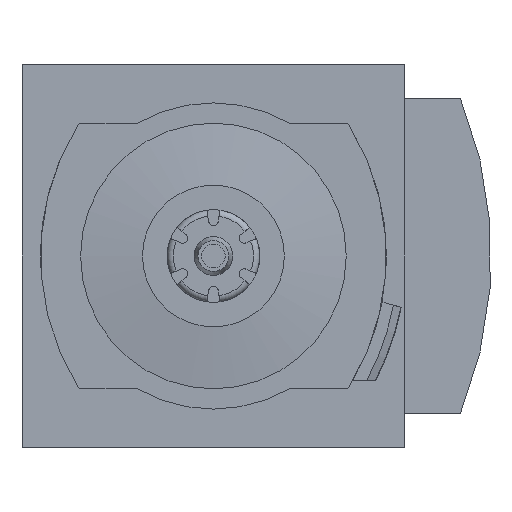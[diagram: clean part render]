
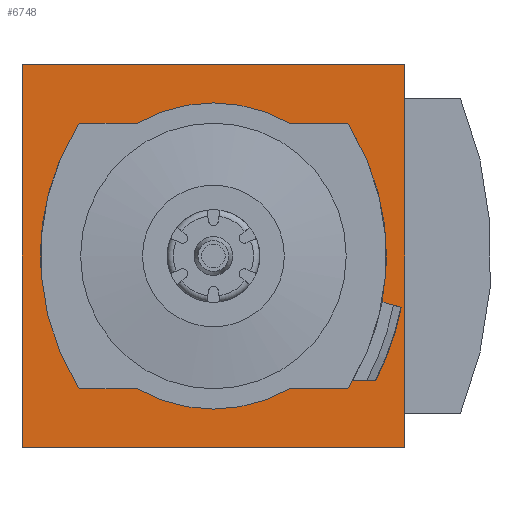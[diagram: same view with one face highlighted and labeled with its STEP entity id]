
A CAD part, front view. The second image highlights one B-rep face of the part: STEP entity #6748.
In plain terms, the highlighted planar face has unit normal (0, -1, 0).
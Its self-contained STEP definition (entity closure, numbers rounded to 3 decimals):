
#118=PLANE('',#7075);
#473=LINE('',#9439,#1009);
#474=LINE('',#9442,#1010);
#475=LINE('',#9444,#1011);
#476=LINE('',#9446,#1012);
#477=LINE('',#9447,#1013);
#478=LINE('',#9451,#1014);
#479=LINE('',#9454,#1015);
#480=LINE('',#9458,#1016);
#481=LINE('',#9463,#1017);
#482=LINE('',#9467,#1018);
#1009=VECTOR('',#7838,1000.);
#1010=VECTOR('',#7839,1000.);
#1011=VECTOR('',#7840,1000.);
#1012=VECTOR('',#7841,1000.);
#1013=VECTOR('',#7842,1000.);
#1014=VECTOR('',#7845,1000.);
#1015=VECTOR('',#7848,1000.);
#1016=VECTOR('',#7851,1000.);
#1017=VECTOR('',#7856,1000.);
#1018=VECTOR('',#7859,1000.);
#1370=CIRCLE('',#7067,40.);
#1372=CIRCLE('',#7069,40.);
#1376=CIRCLE('',#7074,40.);
#1377=CIRCLE('',#7076,41.2);
#1378=CIRCLE('',#7077,0.5);
#1379=CIRCLE('',#7078,24.8);
#1380=CIRCLE('',#7079,0.5);
#1381=CIRCLE('',#7080,0.5);
#1382=CIRCLE('',#7081,24.8);
#1383=CIRCLE('',#7082,0.5);
#1865=ORIENTED_EDGE('',*,*,#3257,.F.);
#1866=ORIENTED_EDGE('',*,*,#3258,.F.);
#1867=ORIENTED_EDGE('',*,*,#3259,.T.);
#1868=ORIENTED_EDGE('',*,*,#3260,.T.);
#1869=ORIENTED_EDGE('',*,*,#3246,.T.);
#1870=ORIENTED_EDGE('',*,*,#3261,.F.);
#1871=ORIENTED_EDGE('',*,*,#3262,.F.);
#1872=ORIENTED_EDGE('',*,*,#3263,.F.);
#1873=ORIENTED_EDGE('',*,*,#3242,.T.);
#1874=ORIENTED_EDGE('',*,*,#3264,.T.);
#1875=ORIENTED_EDGE('',*,*,#3265,.T.);
#1876=ORIENTED_EDGE('',*,*,#3266,.T.);
#1877=ORIENTED_EDGE('',*,*,#3267,.T.);
#1878=ORIENTED_EDGE('',*,*,#3268,.T.);
#1879=ORIENTED_EDGE('',*,*,#3254,.T.);
#1880=ORIENTED_EDGE('',*,*,#3269,.T.);
#1881=ORIENTED_EDGE('',*,*,#3270,.T.);
#1882=ORIENTED_EDGE('',*,*,#3271,.T.);
#1883=ORIENTED_EDGE('',*,*,#3272,.T.);
#1884=ORIENTED_EDGE('',*,*,#3273,.T.);
#3242=EDGE_CURVE('',#3939,#3938,#1370,.T.);
#3246=EDGE_CURVE('',#3935,#3942,#1372,.T.);
#3254=EDGE_CURVE('',#3947,#3950,#1376,.T.);
#3257=EDGE_CURVE('',#3951,#3952,#473,.T.);
#3258=EDGE_CURVE('',#3953,#3951,#474,.T.);
#3259=EDGE_CURVE('',#3953,#3954,#475,.T.);
#3260=EDGE_CURVE('',#3954,#3952,#476,.T.);
#3261=EDGE_CURVE('',#3955,#3942,#477,.T.);
#3262=EDGE_CURVE('',#3956,#3955,#1377,.F.);
#3263=EDGE_CURVE('',#3939,#3956,#478,.T.);
#3264=EDGE_CURVE('',#3938,#3957,#1378,.T.);
#3265=EDGE_CURVE('',#3957,#3958,#479,.T.);
#3266=EDGE_CURVE('',#3958,#3959,#1379,.T.);
#3267=EDGE_CURVE('',#3959,#3960,#480,.T.);
#3268=EDGE_CURVE('',#3960,#3947,#1380,.T.);
#3269=EDGE_CURVE('',#3950,#3961,#1381,.T.);
#3270=EDGE_CURVE('',#3961,#3962,#481,.T.);
#3271=EDGE_CURVE('',#3962,#3963,#1382,.T.);
#3272=EDGE_CURVE('',#3963,#3964,#482,.T.);
#3273=EDGE_CURVE('',#3964,#3935,#1383,.T.);
#3935=VERTEX_POINT('',#9404);
#3938=VERTEX_POINT('',#9409);
#3939=VERTEX_POINT('',#9411);
#3942=VERTEX_POINT('',#9417);
#3947=VERTEX_POINT('',#9429);
#3950=VERTEX_POINT('',#9434);
#3951=VERTEX_POINT('',#9440);
#3952=VERTEX_POINT('',#9441);
#3953=VERTEX_POINT('',#9443);
#3954=VERTEX_POINT('',#9445);
#3955=VERTEX_POINT('',#9448);
#3956=VERTEX_POINT('',#9450);
#3957=VERTEX_POINT('',#9453);
#3958=VERTEX_POINT('',#9455);
#3959=VERTEX_POINT('',#9457);
#3960=VERTEX_POINT('',#9459);
#3961=VERTEX_POINT('',#9462);
#3962=VERTEX_POINT('',#9464);
#3963=VERTEX_POINT('',#9466);
#3964=VERTEX_POINT('',#9468);
#4380=EDGE_LOOP('',(#1865,#1866,#1867,#1868));
#4381=EDGE_LOOP('',(#1869,#1870,#1871,#1872,#1873,#1874,#1875,#1876,#1877,
#1878,#1879,#1880,#1881,#1882,#1883,#1884));
#4697=FACE_BOUND('',#4380,.T.);
#4698=FACE_BOUND('',#4381,.T.);
#6748=ADVANCED_FACE('',(#4697,#4698),#118,.F.);
#7067=AXIS2_PLACEMENT_3D('',#9410,#7812,#7813);
#7069=AXIS2_PLACEMENT_3D('',#9418,#7818,#7819);
#7074=AXIS2_PLACEMENT_3D('',#9435,#7832,#7833);
#7075=AXIS2_PLACEMENT_3D('',#9438,#7836,#7837);
#7076=AXIS2_PLACEMENT_3D('',#9449,#7843,#7844);
#7077=AXIS2_PLACEMENT_3D('',#9452,#7846,#7847);
#7078=AXIS2_PLACEMENT_3D('',#9456,#7849,#7850);
#7079=AXIS2_PLACEMENT_3D('',#9460,#7852,#7853);
#7080=AXIS2_PLACEMENT_3D('',#9461,#7854,#7855);
#7081=AXIS2_PLACEMENT_3D('',#9465,#7857,#7858);
#7082=AXIS2_PLACEMENT_3D('',#9469,#7860,#7861);
#7812=DIRECTION('',(0.,1.,0.));
#7813=DIRECTION('',(1.,0.,0.));
#7818=DIRECTION('',(0.,1.,0.));
#7819=DIRECTION('',(1.,0.,0.));
#7832=DIRECTION('',(0.,1.,0.));
#7833=DIRECTION('',(1.,0.,0.));
#7836=DIRECTION('',(0.,1.,0.));
#7837=DIRECTION('',(0.,0.,1.));
#7838=DIRECTION('',(-1.,0.,0.));
#7839=DIRECTION('',(0.,0.,-1.));
#7840=DIRECTION('',(-1.,0.,0.));
#7841=DIRECTION('',(0.,0.,-1.));
#7842=DIRECTION('',(-0.966,0.,0.259));
#7843=DIRECTION('',(0.,1.,0.));
#7844=DIRECTION('',(0.,0.,1.));
#7845=DIRECTION('',(1.,0.,0.));
#7846=DIRECTION('',(0.,1.,0.));
#7847=DIRECTION('',(1.,0.,0.));
#7848=DIRECTION('',(-1.,0.,0.));
#7849=DIRECTION('',(0.,1.,0.));
#7850=DIRECTION('',(1.,0.,0.));
#7851=DIRECTION('',(-1.,0.,0.));
#7852=DIRECTION('',(0.,1.,0.));
#7853=DIRECTION('',(1.,0.,0.));
#7854=DIRECTION('',(0.,1.,0.));
#7855=DIRECTION('',(1.,0.,0.));
#7856=DIRECTION('',(1.,0.,0.));
#7857=DIRECTION('',(0.,1.,0.));
#7858=DIRECTION('',(1.,0.,0.));
#7859=DIRECTION('',(1.,0.,0.));
#7860=DIRECTION('',(0.,1.,0.));
#7861=DIRECTION('',(1.,0.,0.));
#9404=CARTESIAN_POINT('',(21.879,-45.,21.266));
#9409=CARTESIAN_POINT('',(21.879,-45.,-21.266));
#9410=CARTESIAN_POINT('',(-12.,-45.,0.));
#9411=CARTESIAN_POINT('',(22.554,-45.,-20.15));
#9417=CARTESIAN_POINT('',(27.298,-45.,-7.463));
#9418=CARTESIAN_POINT('',(-12.,-45.,0.));
#9429=CARTESIAN_POINT('',(-21.879,-45.,-21.266));
#9434=CARTESIAN_POINT('',(-21.879,-45.,21.266));
#9435=CARTESIAN_POINT('',(12.,-45.,0.));
#9438=CARTESIAN_POINT('',(0.,-45.,0.));
#9439=CARTESIAN_POINT('',(0.,-45.,-31.));
#9440=CARTESIAN_POINT('',(31.,-45.,-31.));
#9441=CARTESIAN_POINT('',(-31.,-45.,-31.));
#9442=CARTESIAN_POINT('',(31.,-45.,31.));
#9443=CARTESIAN_POINT('',(31.,-45.,31.));
#9444=CARTESIAN_POINT('',(0.,-45.,31.));
#9445=CARTESIAN_POINT('',(-31.,-45.,31.));
#9446=CARTESIAN_POINT('',(-31.,-45.,-25.5));
#9447=CARTESIAN_POINT('',(30.42,-45.,-8.3));
#9448=CARTESIAN_POINT('',(28.487,-45.,-7.782));
#9449=CARTESIAN_POINT('',(-12.,-45.,-0.15));
#9450=CARTESIAN_POINT('',(24.02,-45.,-20.15));
#9451=CARTESIAN_POINT('',(0.,-45.,-20.15));
#9452=CARTESIAN_POINT('',(21.455,-45.,-21.));
#9453=CARTESIAN_POINT('',(21.455,-45.,-21.5));
#9454=CARTESIAN_POINT('',(21.455,-45.,-21.5));
#9455=CARTESIAN_POINT('',(12.361,-45.,-21.5));
#9456=CARTESIAN_POINT('',(0.,-45.,0.));
#9457=CARTESIAN_POINT('',(-12.361,-45.,-21.5));
#9458=CARTESIAN_POINT('',(-12.361,-45.,-21.5));
#9459=CARTESIAN_POINT('',(-21.455,-45.,-21.5));
#9460=CARTESIAN_POINT('',(-21.455,-45.,-21.));
#9461=CARTESIAN_POINT('',(-21.455,-45.,21.));
#9462=CARTESIAN_POINT('',(-21.455,-45.,21.5));
#9463=CARTESIAN_POINT('',(-21.455,-45.,21.5));
#9464=CARTESIAN_POINT('',(-12.361,-45.,21.5));
#9465=CARTESIAN_POINT('',(0.,-45.,0.));
#9466=CARTESIAN_POINT('',(12.361,-45.,21.5));
#9467=CARTESIAN_POINT('',(12.361,-45.,21.5));
#9468=CARTESIAN_POINT('',(21.455,-45.,21.5));
#9469=CARTESIAN_POINT('',(21.455,-45.,21.));
